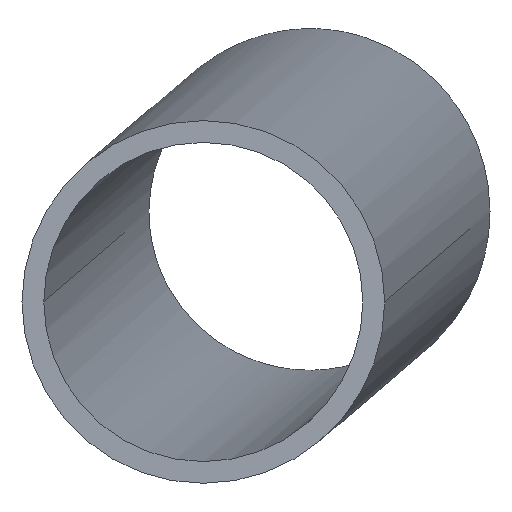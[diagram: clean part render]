
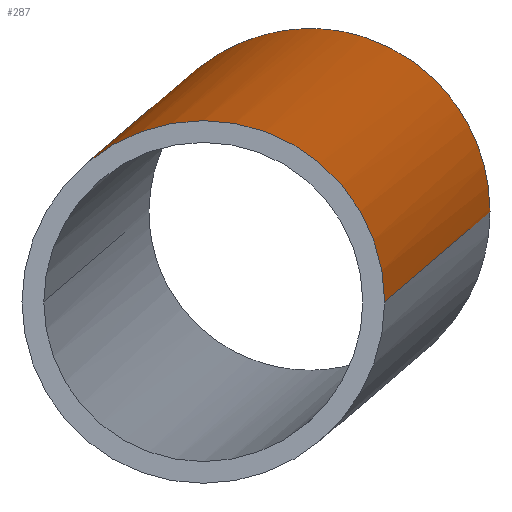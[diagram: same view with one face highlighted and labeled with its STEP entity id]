
A CAD part, left-side view. The second image highlights one B-rep face of the part: STEP entity #287.
In plain terms, the highlighted cylindrical face has radius 12.5 mm (diameter 25 mm), a partial arc.
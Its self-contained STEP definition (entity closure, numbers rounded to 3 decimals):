
#63=CARTESIAN_POINT('Vertex',(36.284,-191.974,-57.)) ;
#67=CARTESIAN_POINT('Control Point',(36.284,-191.974,-57.)) ;
#68=CARTESIAN_POINT('Control Point',(36.284,-191.975,-57.077)) ;
#69=CARTESIAN_POINT('Control Point',(36.284,-191.976,-57.153)) ;
#70=CARTESIAN_POINT('Control Point',(36.285,-191.976,-57.23)) ;
#71=CARTESIAN_POINT('Vertex',(36.285,-191.976,-57.23)) ;
#108=CARTESIAN_POINT('Vertex',(36.286,-166.971,-57.238)) ;
#112=CARTESIAN_POINT('Control Point',(36.286,-166.971,-57.238)) ;
#113=CARTESIAN_POINT('Control Point',(36.284,-166.971,-57.159)) ;
#114=CARTESIAN_POINT('Control Point',(36.284,-166.971,-57.079)) ;
#115=CARTESIAN_POINT('Control Point',(36.284,-166.973,-57.)) ;
#116=CARTESIAN_POINT('Vertex',(36.284,-166.973,-57.)) ;
#188=CARTESIAN_POINT('Control Point',(36.284,-191.974,-57.)) ;
#189=CARTESIAN_POINT('Control Point',(36.284,-191.955,-55.987)) ;
#190=CARTESIAN_POINT('Control Point',(36.375,-191.835,-54.976)) ;
#191=CARTESIAN_POINT('Control Point',(36.558,-191.616,-53.992)) ;
#192=CARTESIAN_POINT('Control Point',(37.028,-191.064,-52.298)) ;
#193=CARTESIAN_POINT('Control Point',(37.707,-190.269,-50.785)) ;
#194=CARTESIAN_POINT('Control Point',(38.044,-189.872,-50.149)) ;
#195=CARTESIAN_POINT('Control Point',(39.043,-188.683,-48.519)) ;
#196=CARTESIAN_POINT('Control Point',(40.196,-187.251,-47.202)) ;
#197=CARTESIAN_POINT('Control Point',(40.951,-186.262,-46.492)) ;
#198=CARTESIAN_POINT('Control Point',(41.977,-184.833,-45.695)) ;
#199=CARTESIAN_POINT('Control Point',(42.838,-183.214,-45.14)) ;
#200=CARTESIAN_POINT('Control Point',(43.043,-182.789,-45.015)) ;
#201=CARTESIAN_POINT('Control Point',(43.381,-181.978,-44.817)) ;
#202=CARTESIAN_POINT('Control Point',(43.619,-181.121,-44.687)) ;
#203=CARTESIAN_POINT('Control Point',(43.702,-180.719,-44.644)) ;
#204=CARTESIAN_POINT('Control Point',(43.857,-179.462,-44.561)) ;
#205=CARTESIAN_POINT('Control Point',(43.701,-178.189,-44.644)) ;
#206=CARTESIAN_POINT('Control Point',(43.446,-177.371,-44.776)) ;
#207=CARTESIAN_POINT('Control Point',(42.606,-175.351,-45.259)) ;
#208=CARTESIAN_POINT('Control Point',(41.453,-173.595,-46.079)) ;
#209=CARTESIAN_POINT('Control Point',(40.735,-172.585,-46.69)) ;
#210=CARTESIAN_POINT('Control Point',(39.578,-171.055,-47.868)) ;
#211=CARTESIAN_POINT('Control Point',(38.526,-169.742,-49.351)) ;
#212=CARTESIAN_POINT('Control Point',(38.144,-169.273,-49.967)) ;
#213=CARTESIAN_POINT('Control Point',(37.298,-168.241,-51.563)) ;
#214=CARTESIAN_POINT('Control Point',(36.677,-167.491,-53.412)) ;
#215=CARTESIAN_POINT('Control Point',(36.415,-167.169,-54.575)) ;
#216=CARTESIAN_POINT('Control Point',(36.284,-166.996,-55.786)) ;
#217=CARTESIAN_POINT('Control Point',(36.284,-166.973,-57.)) ;
#255=CARTESIAN_POINT('Axis2P3D Location',(-138.737,-175.982,-60.221)) ;
#260=CARTESIAN_POINT('Line Origine',(-138.488,-163.485,-60.221)) ;
#264=CARTESIAN_POINT('Vertex',(-327.23,-159.72,-63.441)) ;
#267=CARTESIAN_POINT('Axis2P3D Location',(-327.479,-172.217,-63.441)) ;
#271=CARTESIAN_POINT('Vertex',(-327.728,-184.715,-63.441)) ;
#274=CARTESIAN_POINT('Line Origine',(-138.986,-188.48,-60.221)) ;
#256=DIRECTION('Axis2P3D Direction',(-1.,0.02,-0.017)) ;
#257=DIRECTION('Axis2P3D XDirection',(-0.02,-1.,0.)) ;
#261=DIRECTION('Vector Direction',(-1.,0.02,-0.017)) ;
#268=DIRECTION('Axis2P3D Direction',(-1.,0.02,-0.017)) ;
#275=DIRECTION('Vector Direction',(-1.,0.02,-0.017)) ;
#258=AXIS2_PLACEMENT_3D('Cylinder Axis2P3D',#255,#256,#257) ;
#269=AXIS2_PLACEMENT_3D('Circle Axis2P3D',#267,#268,$) ;
#280=ORIENTED_EDGE('',*,*,#266,.T.) ;
#281=ORIENTED_EDGE('',*,*,#273,.F.) ;
#282=ORIENTED_EDGE('',*,*,#278,.F.) ;
#283=ORIENTED_EDGE('',*,*,#73,.F.) ;
#284=ORIENTED_EDGE('',*,*,#218,.T.) ;
#285=ORIENTED_EDGE('',*,*,#118,.F.) ;
#262=VECTOR('Line Direction',#261,1.) ;
#276=VECTOR('Line Direction',#275,1.) ;
#287=ADVANCED_FACE('PartBody',(#286),#259,.T.) ;
#66=B_SPLINE_CURVE_WITH_KNOTS('',3,(#67,#68,#69,#70),.UNSPECIFIED.,.F.,.U.,(4,4),(0.,0.325),.UNSPECIFIED.) ;
#111=B_SPLINE_CURVE_WITH_KNOTS('',3,(#112,#113,#114,#115),.UNSPECIFIED.,.F.,.U.,(4,4),(0.,0.337),.UNSPECIFIED.) ;
#187=B_SPLINE_CURVE_WITH_KNOTS('',5,(#188,#189,#190,#191,#192,#193,#194,#195,#196,#197,#198,#199,#200,#201,#202,#203,#204,#205,#206,#207,#208,#209,#210,#211,#212,#213,#214,#215,#216,#217),.UNSPECIFIED.,.F.,.U.,(6,3,3,3,3,3,3,3,3,6),(0.,7.165,12.951,23.043,26.483,29.389,35.416,45.165,51.24,59.825),.UNSPECIFIED.) ;
#270=CIRCLE('generated circle',#269,12.5) ;
#259=CYLINDRICAL_SURFACE('generated cylinder',#258,12.5) ;
#73=EDGE_CURVE('',#64,#72,#66,.T.) ;
#118=EDGE_CURVE('',#109,#117,#111,.T.) ;
#218=EDGE_CURVE('',#64,#117,#187,.T.) ;
#266=EDGE_CURVE('',#109,#265,#263,.T.) ;
#273=EDGE_CURVE('',#272,#265,#270,.T.) ;
#278=EDGE_CURVE('',#72,#272,#277,.T.) ;
#279=EDGE_LOOP('',(#280,#281,#282,#283,#284,#285)) ;
#286=FACE_OUTER_BOUND('',#279,.T.) ;
#263=LINE('Line',#260,#262) ;
#277=LINE('Line',#274,#276) ;
#64=VERTEX_POINT('',#63) ;
#72=VERTEX_POINT('',#71) ;
#109=VERTEX_POINT('',#108) ;
#117=VERTEX_POINT('',#116) ;
#265=VERTEX_POINT('',#264) ;
#272=VERTEX_POINT('',#271) ;
